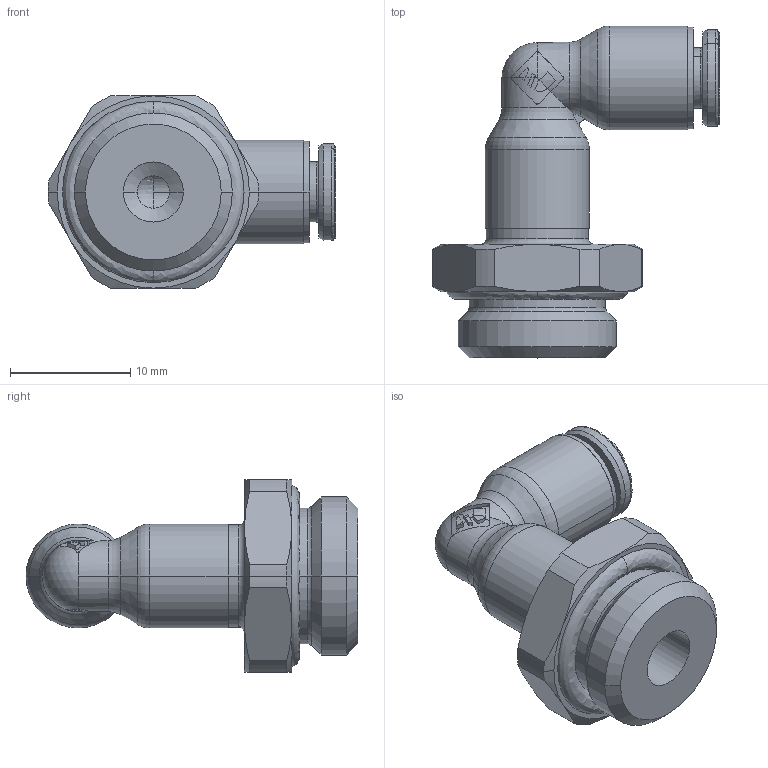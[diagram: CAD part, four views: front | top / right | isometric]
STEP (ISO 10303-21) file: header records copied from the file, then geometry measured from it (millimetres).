
FILE_DESCRIPTION(('STEP AP214'),'1');
FILE_NAME('6899_04_13.stp','2016-07-07T14:52:05',('TraceParts'),('TraceParts S.A.'),'Spatial InterOp 3D',' ',' ');
FILE_SCHEMA(('automotive_design'));
Length unit declared in the file: millimetre
Products named in the file (7): 44524-02-1-solid1; 23682-24_ASM_D11_3_D15_1_L_0_95-1-solid1; 44104-64_ASM-1/44104-27-1-solid1; 44104-64_ASM-1/44104-1-solid1; 44210-14-69_AF0_2-1-solid1; 44104-64_ASM-1/44124-20-1-solid1; 44104-64_ASM-1/44104-26-1-solid1
Bounding box: 23.94 x 27.62 x 16 mm (x, y, z)
Volume: 2292.7 mm3; surface area: 3366.1 mm2
Topology: 7 solids, 7 shells, 803 faces, 2091 edges, 1319 vertices
Faces by surface type: plane 234, bspline 173, cylinder 164, torus 114, cone 108, sphere 10
Entity records: 35425 total; most frequent: CARTESIAN_POINT 10229, ORIENTED_EDGE 4170, DIRECTION 3520, EDGE_CURVE 2085, AXIS2_PLACEMENT_3D 1358, VERTEX_POINT 1318, EDGE_LOOP 839, STYLED_ITEM 810
